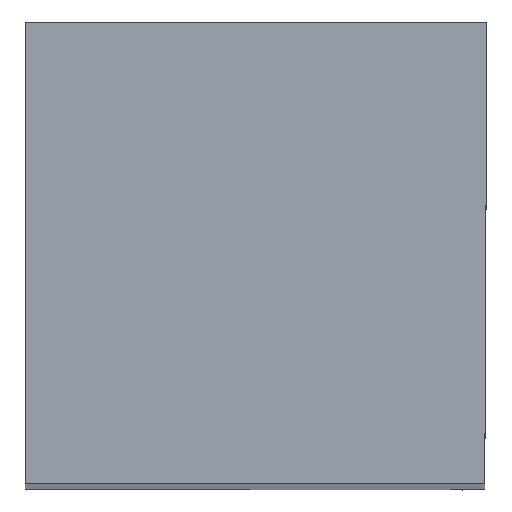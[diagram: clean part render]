
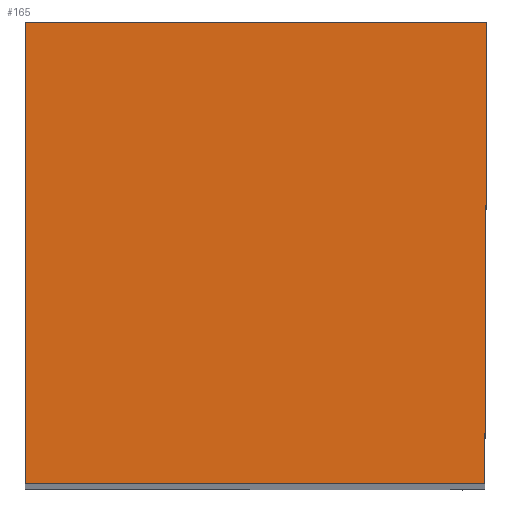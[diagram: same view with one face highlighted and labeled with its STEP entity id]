
A CAD part, top view. The second image highlights one B-rep face of the part: STEP entity #165.
In plain terms, the highlighted planar face has unit normal (0, 0, 1).
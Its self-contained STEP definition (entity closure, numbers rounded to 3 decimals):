
#142=PLANE('',#802);
#165=ADVANCED_FACE('',(#210),#142,.F.);
#210=FACE_OUTER_BOUND('',#235,.T.);
#235=EDGE_LOOP('',(#359,#360,#361,#362));
#359=ORIENTED_EDGE('',*,*,#548,.F.);
#360=ORIENTED_EDGE('',*,*,#558,.F.);
#361=ORIENTED_EDGE('',*,*,#556,.T.);
#362=ORIENTED_EDGE('',*,*,#552,.F.);
#483=VERTEX_POINT('',#1124);
#484=VERTEX_POINT('',#1126);
#486=VERTEX_POINT('',#1133);
#488=VERTEX_POINT('',#1141);
#548=EDGE_CURVE('',#483,#484,#623,.T.);
#552=EDGE_CURVE('',#484,#486,#627,.T.);
#556=EDGE_CURVE('',#488,#486,#629,.T.);
#558=EDGE_CURVE('',#488,#483,#631,.T.);
#623=LINE('',#1125,#677);
#627=LINE('',#1132,#681);
#629=LINE('',#1140,#683);
#631=LINE('',#1144,#685);
#677=VECTOR('',#911,1.);
#681=VECTOR('',#917,1.);
#683=VECTOR('',#927,1.);
#685=VECTOR('',#931,1.);
#802=AXIS2_PLACEMENT_3D('',#1146,#934,#935);
#911=DIRECTION('',(1.,0.,0.));
#917=DIRECTION('',(-0.004,-1.,0.));
#927=DIRECTION('',(1.,0.,0.));
#931=DIRECTION('',(0.,1.,0.));
#934=DIRECTION('',(0.,0.,-1.));
#935=DIRECTION('',(-1.,0.,0.));
#1124=CARTESIAN_POINT('',(-15.825,15.825,0.));
#1125=CARTESIAN_POINT('',(-17.875,15.825,0.));
#1126=CARTESIAN_POINT('',(0.,15.825,0.));
#1132=CARTESIAN_POINT('',(0.,15.825,0.));
#1133=CARTESIAN_POINT('',(-0.069,0.,0.));
#1140=CARTESIAN_POINT('',(-17.875,0.,0.));
#1141=CARTESIAN_POINT('',(-15.825,0.,0.));
#1144=CARTESIAN_POINT('',(-15.825,-2.,0.));
#1146=CARTESIAN_POINT('',(-17.875,17.825,0.));
